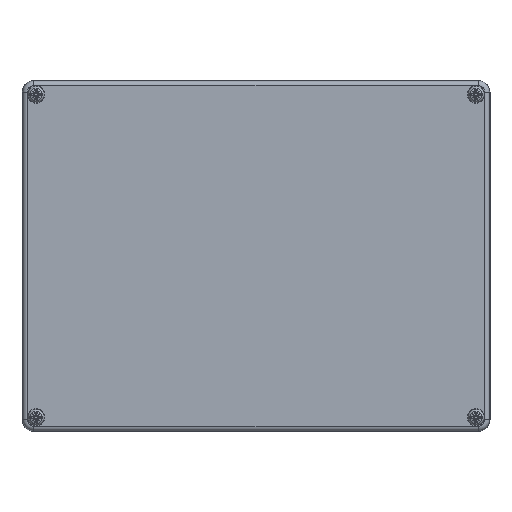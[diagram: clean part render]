
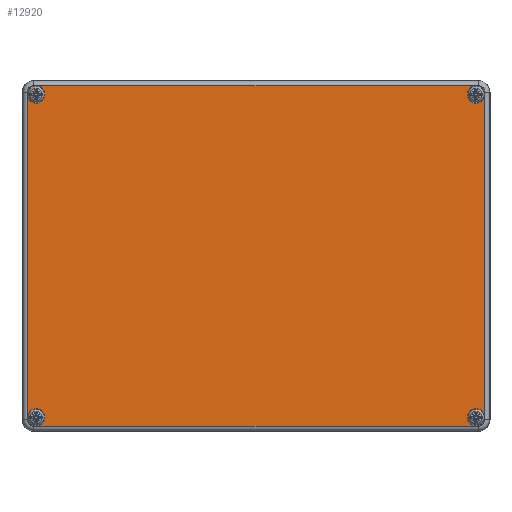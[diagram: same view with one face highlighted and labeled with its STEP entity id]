
A CAD part, top view. The second image highlights one B-rep face of the part: STEP entity #12920.
In plain terms, the highlighted face is planar.
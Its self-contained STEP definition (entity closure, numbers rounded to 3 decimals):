
#12380=CARTESIAN_POINT('',(90.3,-69.,-15.0));
#12381=VERTEX_POINT('',#12380);
#12382=CARTESIAN_POINT('',(94.,-69.,-15.0));
#12383=DIRECTION('',(0.0,0.0,1.0));
#12384=DIRECTION('',(1.0,0.0,0.0));
#12385=AXIS2_PLACEMENT_3D('',#12382,#12383,#12384);
#12386=CIRCLE('',#12385,3.7);
#12387=EDGE_CURVE('',#12381,#12381,#12386,.T.);
#12420=CARTESIAN_POINT('',(-97.7,-69.,-15.0));
#12421=VERTEX_POINT('',#12420);
#12422=CARTESIAN_POINT('',(-94.,-69.,-15.0));
#12423=DIRECTION('',(0.0,0.0,1.0));
#12424=DIRECTION('',(1.0,0.0,0.0));
#12425=AXIS2_PLACEMENT_3D('',#12422,#12423,#12424);
#12426=CIRCLE('',#12425,3.7);
#12427=EDGE_CURVE('',#12421,#12421,#12426,.T.);
#12460=CARTESIAN_POINT('',(-97.7,69.0,-15.0));
#12461=VERTEX_POINT('',#12460);
#12462=CARTESIAN_POINT('',(-94.,69.0,-15.0));
#12463=DIRECTION('',(0.0,0.0,1.0));
#12464=DIRECTION('',(1.0,0.0,0.0));
#12465=AXIS2_PLACEMENT_3D('',#12462,#12463,#12464);
#12466=CIRCLE('',#12465,3.7);
#12467=EDGE_CURVE('',#12461,#12461,#12466,.T.);
#12500=CARTESIAN_POINT('',(90.3,69.,-15.0));
#12501=VERTEX_POINT('',#12500);
#12502=CARTESIAN_POINT('',(94.,69.,-15.0));
#12503=DIRECTION('',(0.0,0.0,1.0));
#12504=DIRECTION('',(1.0,0.0,0.0));
#12505=AXIS2_PLACEMENT_3D('',#12502,#12503,#12504);
#12506=CIRCLE('',#12505,3.7);
#12507=EDGE_CURVE('',#12501,#12501,#12506,.T.);
#12531=CARTESIAN_POINT('',(95.0,-72.773,-15.0));
#12532=VERTEX_POINT('',#12531);
#12540=CARTESIAN_POINT('',(97.773,-70.,-15.0));
#12541=VERTEX_POINT('',#12540);
#12542=CARTESIAN_POINT('',(95.0,-70.,-15.0));
#12543=DIRECTION('',(0.0,0.0,1.0));
#12544=DIRECTION('',(0.707,-0.707,0.0));
#12545=AXIS2_PLACEMENT_3D('',#12542,#12543,#12544);
#12546=CIRCLE('',#12545,2.773);
#12547=EDGE_CURVE('',#12532,#12541,#12546,.T.);
#12573=CARTESIAN_POINT('',(97.773,70.,-15.0));
#12574=VERTEX_POINT('',#12573);
#12591=CARTESIAN_POINT('',(97.773,-70.,-15.0));
#12592=DIRECTION('',(0.0,1.0,0.0));
#12593=VECTOR('',#12592,140.0);
#12594=LINE('',#12591,#12593);
#12595=EDGE_CURVE('',#12541,#12574,#12594,.T.);
#12605=CARTESIAN_POINT('',(95.0,72.773,-15.0));
#12606=VERTEX_POINT('',#12605);
#12624=CARTESIAN_POINT('',(95.0,70.,-15.0));
#12625=DIRECTION('',(0.0,0.0,1.0));
#12626=DIRECTION('',(0.707,0.707,0.0));
#12627=AXIS2_PLACEMENT_3D('',#12624,#12625,#12626);
#12628=CIRCLE('',#12627,2.773);
#12629=EDGE_CURVE('',#12574,#12606,#12628,.T.);
#12639=CARTESIAN_POINT('',(-95.0,72.773,-15.0));
#12640=VERTEX_POINT('',#12639);
#12657=CARTESIAN_POINT('',(95.0,72.773,-15.0));
#12658=DIRECTION('',(-1.0,0.0,0.0));
#12659=VECTOR('',#12658,190.0);
#12660=LINE('',#12657,#12659);
#12661=EDGE_CURVE('',#12606,#12640,#12660,.T.);
#12671=CARTESIAN_POINT('',(-97.773,70.,-15.0));
#12672=VERTEX_POINT('',#12671);
#12690=CARTESIAN_POINT('',(-95.0,70.,-15.0));
#12691=DIRECTION('',(0.0,0.0,1.0));
#12692=DIRECTION('',(-0.707,0.707,0.0));
#12693=AXIS2_PLACEMENT_3D('',#12690,#12691,#12692);
#12694=CIRCLE('',#12693,2.773);
#12695=EDGE_CURVE('',#12640,#12672,#12694,.T.);
#12705=CARTESIAN_POINT('',(-97.773,-70.,-15.0));
#12706=VERTEX_POINT('',#12705);
#12723=CARTESIAN_POINT('',(-97.773,70.,-15.0));
#12724=DIRECTION('',(0.0,-1.0,0.0));
#12725=VECTOR('',#12724,140.0);
#12726=LINE('',#12723,#12725);
#12727=EDGE_CURVE('',#12672,#12706,#12726,.T.);
#12737=CARTESIAN_POINT('',(-95.0,-72.773,-15.0));
#12738=VERTEX_POINT('',#12737);
#12756=CARTESIAN_POINT('',(-95.0,-70.,-15.0));
#12757=DIRECTION('',(0.0,0.0,1.0));
#12758=DIRECTION('',(-0.707,-0.707,0.0));
#12759=AXIS2_PLACEMENT_3D('',#12756,#12757,#12758);
#12760=CIRCLE('',#12759,2.773);
#12761=EDGE_CURVE('',#12706,#12738,#12760,.T.);
#12779=CARTESIAN_POINT('',(-95.0,-72.773,-15.0));
#12780=DIRECTION('',(1.0,0.0,0.0));
#12781=VECTOR('',#12780,190.0);
#12782=LINE('',#12779,#12781);
#12783=EDGE_CURVE('',#12738,#12532,#12782,.T.);
#12893=CARTESIAN_POINT('',(0.,0.,-15.0));
#12894=DIRECTION('',(0.0,0.0,1.0));
#12895=DIRECTION('',(1.0,0.0,0.0));
#12896=AXIS2_PLACEMENT_3D('',#12893,#12894,#12895);
#12897=PLANE('',#12896);
#12898=ORIENTED_EDGE('',*,*,#12547,.F.);
#12899=ORIENTED_EDGE('',*,*,#12783,.F.);
#12900=ORIENTED_EDGE('',*,*,#12761,.F.);
#12901=ORIENTED_EDGE('',*,*,#12727,.F.);
#12902=ORIENTED_EDGE('',*,*,#12695,.F.);
#12903=ORIENTED_EDGE('',*,*,#12661,.F.);
#12904=ORIENTED_EDGE('',*,*,#12629,.F.);
#12905=ORIENTED_EDGE('',*,*,#12595,.F.);
#12906=EDGE_LOOP('',(#12898,#12899,#12900,#12901,#12902,#12903,#12904,#12905));
#12907=FACE_OUTER_BOUND('',#12906,.T.);
#12908=ORIENTED_EDGE('',*,*,#12387,.T.);
#12909=EDGE_LOOP('',(#12908));
#12910=FACE_BOUND('',#12909,.T.);
#12911=ORIENTED_EDGE('',*,*,#12427,.T.);
#12912=EDGE_LOOP('',(#12911));
#12913=FACE_BOUND('',#12912,.T.);
#12914=ORIENTED_EDGE('',*,*,#12467,.T.);
#12915=EDGE_LOOP('',(#12914));
#12916=FACE_BOUND('',#12915,.T.);
#12917=ORIENTED_EDGE('',*,*,#12507,.T.);
#12918=EDGE_LOOP('',(#12917));
#12919=FACE_BOUND('',#12918,.T.);
#12920=ADVANCED_FACE('',(#12907,#12910,#12913,#12916,#12919),#12897,.F.);
